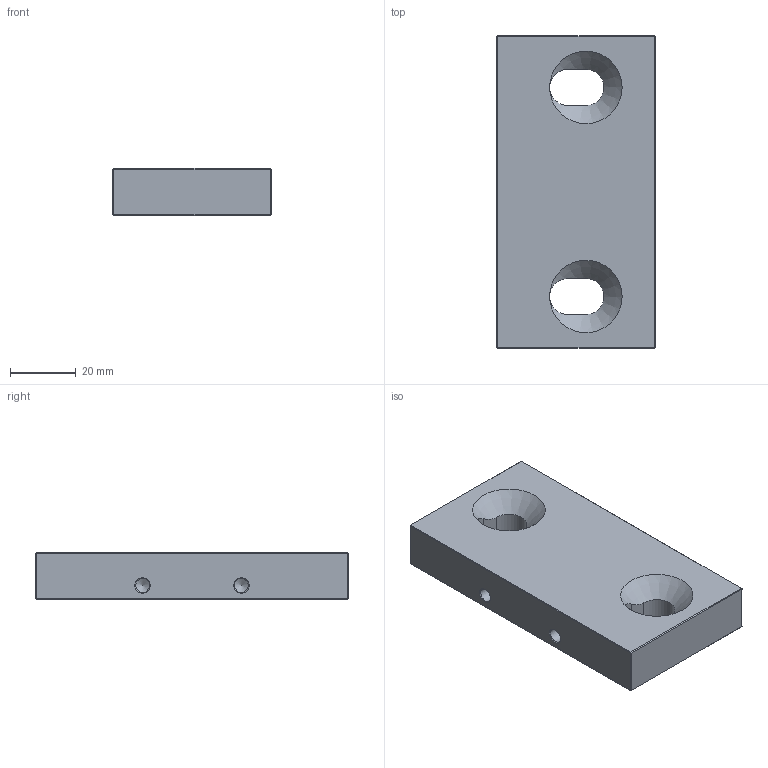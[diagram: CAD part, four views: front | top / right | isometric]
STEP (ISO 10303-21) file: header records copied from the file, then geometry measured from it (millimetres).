
FILE_DESCRIPTION(/* description */ ('','CAx-IF Rec.Pracs.---Representation and Presentation of Product Manufacturing Information (PMI)---4.0---2014-10-13'),/* implementation_level */ '2;1');
FILE_NAME(/* name */ 'Soft Jaws.step',/* time_stamp */ '2025-02-17T21:37:13-08:00',/* author */ (''),/* organization */ (''),/* preprocessor_version */ 'ST-DEVELOPER v20',/* originating_system */ 'Autodesk Translation Framework v13.20.0.188',/* authorisation */ '');
FILE_SCHEMA (('AP242_MANAGED_MODEL_BASED_3D_ENGINEERING_MIM_LF { 1 0 10303 442 1 1 4 }'));
Length unit declared in the file: millimetre
Products named in the file (2): Soft Jaws; Soft Jaw
Assembly tree (1 placements, depth 2):
  Soft Jaws
    Soft Jaw
Bounding box: 48 x 95 x 14.35 mm (x, y, z)
Volume: 59673.6 mm3; surface area: 13900.8 mm2
Topology: 1 solids, 1 shells, 50 faces, 112 edges, 64 vertices
Faces by surface type: plane 28, cone 14, cylinder 8
Full cylindrical faces by diameter (mm): 4.234 x2
Entity records: 1425 total; most frequent: CARTESIAN_POINT 273, DIRECTION 236, ORIENTED_EDGE 220, EDGE_CURVE 110, AXIS2_PLACEMENT_3D 81, LINE 74, VECTOR 74, VERTEX_POINT 64
